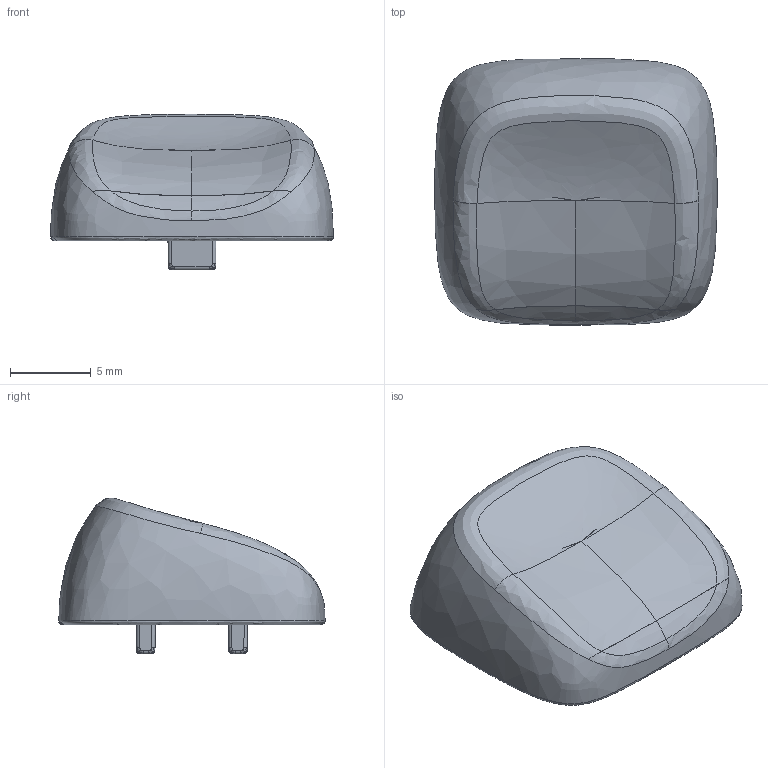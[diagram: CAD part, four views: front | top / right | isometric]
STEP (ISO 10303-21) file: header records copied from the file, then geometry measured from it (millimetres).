
FILE_DESCRIPTION(/* description */ (''),/* implementation_level */ '2;1');
FILE_NAME(/* name */ 'Choc_Stem_Choc_Size_Saddle_Tilted_90deg.step',/* time_stamp */ '2025-07-13T21:13:46+07:00',/* author */ (''),/* organization */ (''),/* preprocessor_version */ 'ST-DEVELOPER v20.1',/* originating_system */ 'Autodesk Translation Framework v14.10.0.0',/* authorisation */ '');
FILE_SCHEMA (('AUTOMOTIVE_DESIGN { 1 0 10303 214 3 1 1 }'));
Length unit declared in the file: millimetre
Products named in the file (1): [Choc] Saddle Tilted
Bounding box: 17.5 x 16.48 x 9.63 mm (x, y, z)
Volume: 1015.5 mm3; surface area: 921.9 mm2
Topology: 1 solids, 1 shells, 157 faces, 426 edges, 275 vertices
Faces by surface type: bspline 117, cylinder 24, plane 16
Entity records: 13062 total; most frequent: CARTESIAN_POINT 9598, ORIENTED_EDGE 850, DIRECTION 537, EDGE_CURVE 425, VERTEX_POINT 275, AXIS2_PLACEMENT_3D 243, CIRCLE 202, B_SPLINE_CURVE_WITH_KNOTS 168
